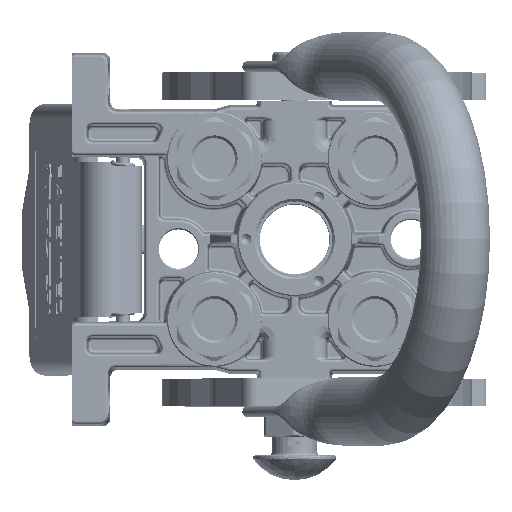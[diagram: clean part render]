
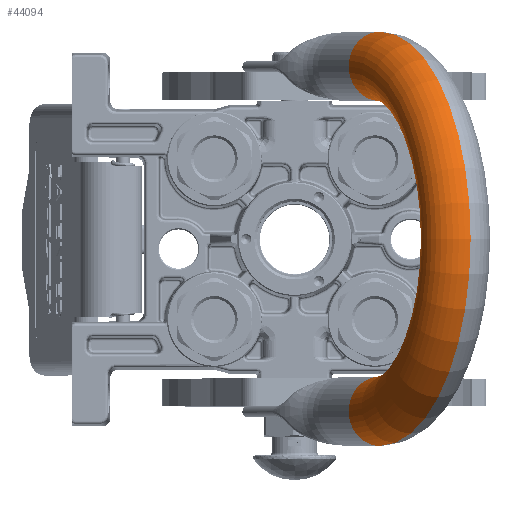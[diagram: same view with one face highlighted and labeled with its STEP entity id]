
A CAD part, top view. The second image highlights one B-rep face of the part: STEP entity #44094.
In plain terms, the highlighted toroidal (fillet/blend) face has major radius 62.25 mm and minor radius 12.5 mm.
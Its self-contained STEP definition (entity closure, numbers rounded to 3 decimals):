
#3689 = DIRECTION ( 'NONE',  ( 1., 0., 0. ) ) ;
#10680 = DIRECTION ( 'NONE',  ( 0., 1., 0. ) ) ;
#12937 = CARTESIAN_POINT ( 'NONE',  ( -74.75, 0., 25.25 ) ) ;
#14673 = CARTESIAN_POINT ( 'NONE',  ( 74.75, 0., 25.25 ) ) ;
#16499 = DIRECTION ( 'NONE',  ( -1., 0., 0. ) ) ;
#17067 = VERTEX_POINT ( 'NONE', #178709 ) ;
#19730 = CIRCLE ( 'NONE', #37274, 49.75 ) ;
#21369 = EDGE_CURVE ( 'NONE', #94031, #17067, #42319, .T. ) ;
#22081 = VERTEX_POINT ( 'NONE', #139294 ) ;
#23497 = DIRECTION ( 'NONE',  ( 1., 0., 0. ) ) ;
#24617 = AXIS2_PLACEMENT_3D ( 'NONE', #78603, #77958, #3689 ) ;
#33258 = EDGE_CURVE ( 'NONE', #22081, #17067, #19730, .T. ) ;
#37274 = AXIS2_PLACEMENT_3D ( 'NONE', #162126, #175482, #16499 ) ;
#42319 = CIRCLE ( 'NONE', #24617, 12.5 ) ;
#44094 = ADVANCED_FACE ( 'NONE', ( #97819 ), #61344, .T. ) ;
#49953 = CARTESIAN_POINT ( 'NONE',  ( 0., 0., 25.25 ) ) ;
#53075 = DIRECTION ( 'NONE',  ( 0., 0., 1. ) ) ;
#58697 = CIRCLE ( 'NONE', #170000, 12.5 ) ;
#61344 = TOROIDAL_SURFACE ( 'NONE', #182120, 62.25, 12.5 ) ;
#68069 = ORIENTED_EDGE ( 'NONE', *, *, #153665, .F. ) ;
#69073 = CARTESIAN_POINT ( 'NONE',  ( 0., 0., 25.25 ) ) ;
#77617 = VERTEX_POINT ( 'NONE', #12937 ) ;
#77958 = DIRECTION ( 'NONE',  ( 0., 0., -1. ) ) ;
#78603 = CARTESIAN_POINT ( 'NONE',  ( 62.25, 0., 25.25 ) ) ;
#79115 = DIRECTION ( 'NONE',  ( -1., 0., 0. ) ) ;
#85185 = ORIENTED_EDGE ( 'NONE', *, *, #138217, .T. ) ;
#94031 = VERTEX_POINT ( 'NONE', #14673 ) ;
#97819 = FACE_OUTER_BOUND ( 'NONE', #182600, .T. ) ;
#109976 = AXIS2_PLACEMENT_3D ( 'NONE', #49953, #122460, #79115 ) ;
#122460 = DIRECTION ( 'NONE',  ( 0., 1., 0. ) ) ;
#138217 = EDGE_CURVE ( 'NONE', #77617, #22081, #58697, .T. ) ;
#139294 = CARTESIAN_POINT ( 'NONE',  ( -49.75, 0., 25.25 ) ) ;
#150606 = ORIENTED_EDGE ( 'NONE', *, *, #33258, .T. ) ;
#153665 = EDGE_CURVE ( 'NONE', #77617, #94031, #188084, .T. ) ;
#154346 = ORIENTED_EDGE ( 'NONE', *, *, #21369, .F. ) ;
#154871 = DIRECTION ( 'NONE',  ( -1., 0., 0. ) ) ;
#162126 = CARTESIAN_POINT ( 'NONE',  ( 0., 0., 25.25 ) ) ;
#170000 = AXIS2_PLACEMENT_3D ( 'NONE', #170100, #53075, #154871 ) ;
#170100 = CARTESIAN_POINT ( 'NONE',  ( -62.25, 0., 25.25 ) ) ;
#175482 = DIRECTION ( 'NONE',  ( 0., 1., 0. ) ) ;
#178709 = CARTESIAN_POINT ( 'NONE',  ( 49.75, 0., 25.25 ) ) ;
#182120 = AXIS2_PLACEMENT_3D ( 'NONE', #69073, #10680, #23497 ) ;
#182600 = EDGE_LOOP ( 'NONE', ( #150606, #154346, #68069, #85185 ) ) ;
#188084 = CIRCLE ( 'NONE', #109976, 74.75 ) ;
